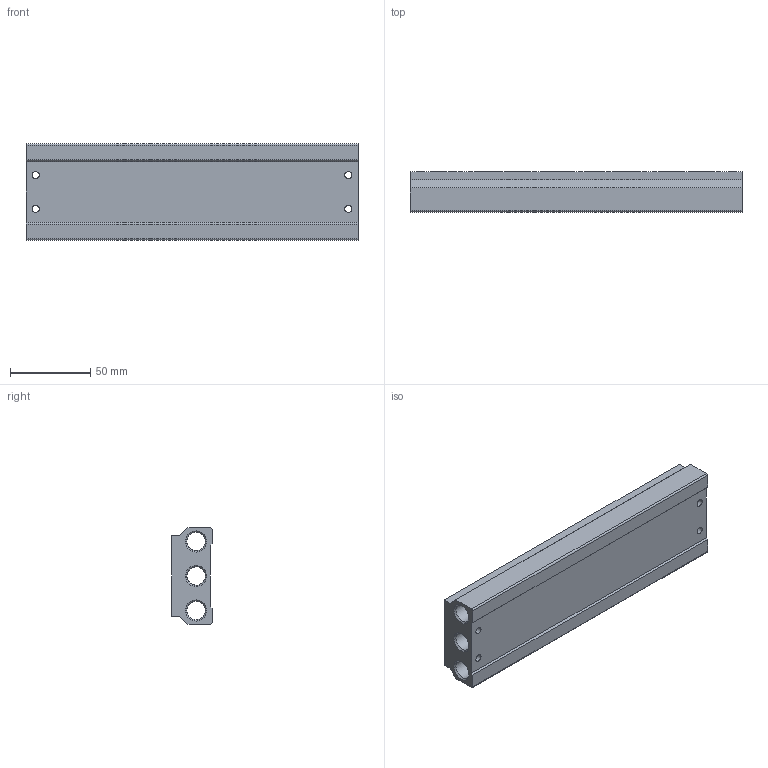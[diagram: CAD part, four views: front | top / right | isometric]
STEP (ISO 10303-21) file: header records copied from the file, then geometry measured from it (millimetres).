
FILE_DESCRIPTION( ( 'STEP AP203' ), '1' );
FILE_NAME( 'MVSC-220-5B8-G.stp', '2020-07-02T14:15:16', ( 'License CC BY-ND 4.0' ), ( 'CADENAS' ), ' ', 'PARTsolutions', ' ' );
FILE_SCHEMA( ( 'CONFIG_CONTROL_DESIGN' ) );
Length unit declared in the file: millimetre
Products named in the file (1): _MVSC-220-5B8-G
Bounding box: 207 x 25 x 60 mm (x, y, z)
Volume: 202490.9 mm3; surface area: 64745 mm2
Topology: 1 solids, 1 shells, 117 faces, 311 edges, 196 vertices
Faces by surface type: plane 62, cylinder 49, cone 6
Full cylindrical faces by diameter (mm): 2.5 x16, 4.5 x4, 8 x16, 11.445 x3, 12 x8
Entity records: 4924 total; most frequent: CARTESIAN_POINT 2292, DIRECTION 530, ORIENTED_EDGE 428, EDGE_LOOP 248, AXIS2_PLACEMENT_3D 230, EDGE_CURVE 214, VERTEX_POINT 168, FACE_OUTER_BOUND 164
